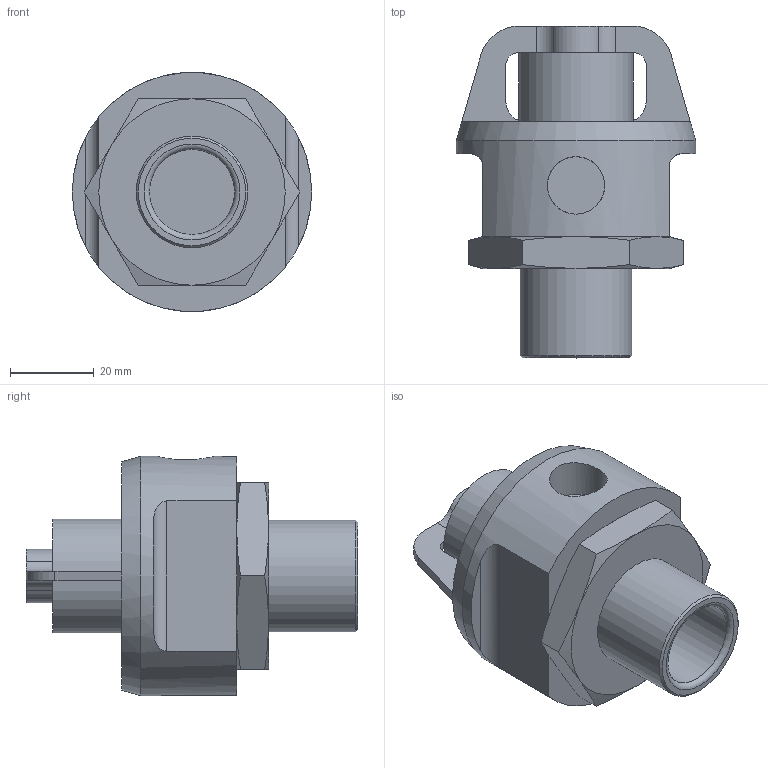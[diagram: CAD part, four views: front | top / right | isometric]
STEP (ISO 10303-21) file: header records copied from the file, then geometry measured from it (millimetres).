
FILE_DESCRIPTION(/* description */ ('This is default description.','CAx-IF Rec.Pracs.---Representation and Presentation of Product Manufacturing Information (PMI)---4.0---2014-10-13'),/* implementation_level */ '2;1');
FILE_NAME(/* name */ 'Victaulic-FP-Emitter Series 953 (PVDF)_0.5.stp',/* time_stamp */ '2020-01-08T17:28:37+06:00',/* author */ ('Vjadhav'),/* organization */ ('Victaulic'),/* preprocessor_version */ 'ST-DEVELOPER v17',/* originating_system */ 'Autodesk Inventor 2019',/* authorisation */ '');
FILE_SCHEMA (('AP242_MANAGED_MODEL_BASED_3D_ENGINEERING_MIM_LF { 1 0 10303 442 1 1 4 }'));
Length unit declared in the file: inch
Products named in the file (2): 953 (PVDF)-0.5; 953-0.5
Assembly tree (1 placements, depth 2):
  953 (PVDF)-0.5
    953-0.5
Bounding box: 57.15 x 79.25 x 57.15 mm (x, y, z)
Volume: 90168.9 mm3; surface area: 17576.6 mm2
Topology: 1 solids, 1 shells, 69 faces, 186 edges, 118 vertices
Faces by surface type: plane 35, cylinder 19, cone 14, torus 1
Full cylindrical faces by diameter (mm): 13.716 x1, 20.32 x1, 26.67 x1, 27.28 x1, 57.15 x1
Entity records: 2360 total; most frequent: CARTESIAN_POINT 515, ORIENTED_EDGE 372, DIRECTION 369, EDGE_CURVE 186, AXIS2_PLACEMENT_3D 145, VERTEX_POINT 118, LINE 79, VECTOR 79
